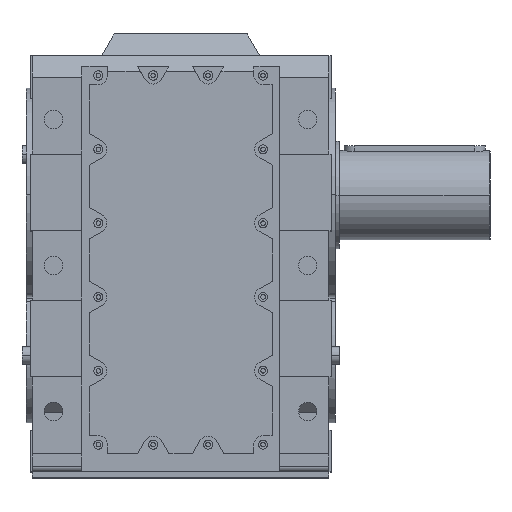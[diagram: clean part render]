
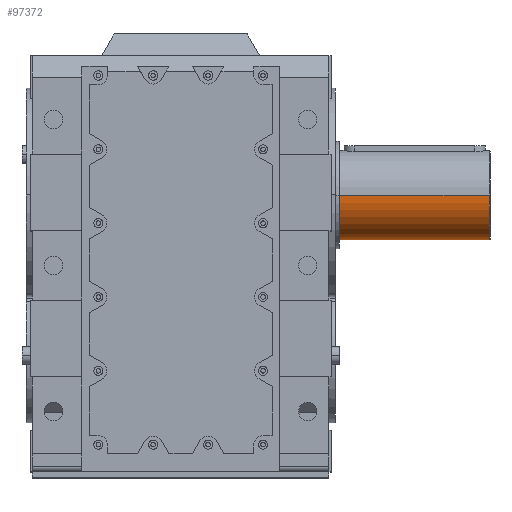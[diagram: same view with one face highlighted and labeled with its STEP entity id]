
A CAD part, top view. The second image highlights one B-rep face of the part: STEP entity #97372.
In plain terms, the highlighted cylindrical face has radius 95 mm (diameter 190 mm), a partial arc.
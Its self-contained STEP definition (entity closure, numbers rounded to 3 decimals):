
#97017 = VERTEX_POINT('',#97018);
#97018 = CARTESIAN_POINT('',(655.5,0.,-95.));
#97025 = CONICAL_SURFACE('',#97026,93.5,0.785);
#97026 = AXIS2_PLACEMENT_3D('',#97027,#97028,#97029);
#97027 = CARTESIAN_POINT('',(657.,0.,0.));
#97028 = DIRECTION('',(-1.,0.,0.));
#97029 = DIRECTION('',(0.,0.,1.));
#97099 = VERTEX_POINT('',#97100);
#97100 = CARTESIAN_POINT('',(655.5,0.,95.));
#97119 = EDGE_CURVE('',#97017,#97099,#97120,.T.);
#97120 = SURFACE_CURVE('',#97121,(#97126,#97155),.PCURVE_S1.);
#97121 = CIRCLE('',#97122,95.);
#97122 = AXIS2_PLACEMENT_3D('',#97123,#97124,#97125);
#97123 = CARTESIAN_POINT('',(655.5,0.,0.));
#97124 = DIRECTION('',(-1.,0.,0.));
#97125 = DIRECTION('',(0.,0.,1.));
#97126 = PCURVE('',#97025,#97127);
#97127 = DEFINITIONAL_REPRESENTATION('',(#97128),#97154);
#97128 = B_SPLINE_CURVE_WITH_KNOTS('',3,(#97129,#97130,#97131,#97132,
    #97133,#97134,#97135,#97136,#97137,#97138,#97139,#97140,#97141,
    #97142,#97143,#97144,#97145,#97146,#97147,#97148,#97149,#97150,
    #97151,#97152,#97153),.UNSPECIFIED.,.F.,.F.,(4,1,1,1,1,1,1,1,1,1,1,1
    ,1,1,1,1,1,1,1,1,1,1,4),(3.142,3.284,3.427
    ,3.57,3.713,3.856,3.998,
    4.141,4.284,4.427,4.57,
    4.712,4.855,4.998,5.141,
    5.284,5.426,5.569,5.712,
    5.855,5.998,6.14,6.283),
  .QUASI_UNIFORM_KNOTS.);
#97129 = CARTESIAN_POINT('',(3.142,1.5));
#97130 = CARTESIAN_POINT('',(3.189,1.5));
#97131 = CARTESIAN_POINT('',(3.284,1.5));
#97132 = CARTESIAN_POINT('',(3.427,1.5));
#97133 = CARTESIAN_POINT('',(3.57,1.5));
#97134 = CARTESIAN_POINT('',(3.713,1.5));
#97135 = CARTESIAN_POINT('',(3.856,1.5));
#97136 = CARTESIAN_POINT('',(3.998,1.5));
#97137 = CARTESIAN_POINT('',(4.141,1.5));
#97138 = CARTESIAN_POINT('',(4.284,1.5));
#97139 = CARTESIAN_POINT('',(4.427,1.5));
#97140 = CARTESIAN_POINT('',(4.57,1.5));
#97141 = CARTESIAN_POINT('',(4.712,1.5));
#97142 = CARTESIAN_POINT('',(4.855,1.5));
#97143 = CARTESIAN_POINT('',(4.998,1.5));
#97144 = CARTESIAN_POINT('',(5.141,1.5));
#97145 = CARTESIAN_POINT('',(5.284,1.5));
#97146 = CARTESIAN_POINT('',(5.426,1.5));
#97147 = CARTESIAN_POINT('',(5.569,1.5));
#97148 = CARTESIAN_POINT('',(5.712,1.5));
#97149 = CARTESIAN_POINT('',(5.855,1.5));
#97150 = CARTESIAN_POINT('',(5.998,1.5));
#97151 = CARTESIAN_POINT('',(6.14,1.5));
#97152 = CARTESIAN_POINT('',(6.236,1.5));
#97153 = CARTESIAN_POINT('',(6.283,1.5));
#97154 = ( GEOMETRIC_REPRESENTATION_CONTEXT(2) 
PARAMETRIC_REPRESENTATION_CONTEXT() REPRESENTATION_CONTEXT('2D SPACE',''
  ) );
#97155 = PCURVE('',#97156,#97161);
#97156 = CYLINDRICAL_SURFACE('',#97157,95.);
#97157 = AXIS2_PLACEMENT_3D('',#97158,#97159,#97160);
#97158 = CARTESIAN_POINT('',(0.,0.,0.));
#97159 = DIRECTION('',(-1.,0.,0.));
#97160 = DIRECTION('',(0.,0.,1.));
#97161 = DEFINITIONAL_REPRESENTATION('',(#97162),#97165);
#97162 = B_SPLINE_CURVE_WITH_KNOTS('',1,(#97163,#97164),.UNSPECIFIED.,
  .F.,.F.,(2,2),(3.142,6.283),.PIECEWISE_BEZIER_KNOTS.);
#97163 = CARTESIAN_POINT('',(3.142,-655.5));
#97164 = CARTESIAN_POINT('',(6.283,-655.5));
#97165 = ( GEOMETRIC_REPRESENTATION_CONTEXT(2) 
PARAMETRIC_REPRESENTATION_CONTEXT() REPRESENTATION_CONTEXT('2D SPACE',''
  ) );
#97361 = CYLINDRICAL_SURFACE('',#97362,95.);
#97362 = AXIS2_PLACEMENT_3D('',#97363,#97364,#97365);
#97363 = CARTESIAN_POINT('',(0.,0.,0.));
#97364 = DIRECTION('',(-1.,0.,0.));
#97365 = DIRECTION('',(0.,0.,1.));
#97372 = ADVANCED_FACE('',(#97373),#97156,.T.);
#97373 = FACE_BOUND('',#97374,.T.);
#97374 = EDGE_LOOP('',(#97375,#97396,#97397,#97418));
#97375 = ORIENTED_EDGE('',*,*,#97376,.F.);
#97376 = EDGE_CURVE('',#97017,#97377,#97379,.T.);
#97377 = VERTEX_POINT('',#97378);
#97378 = CARTESIAN_POINT('',(337.,0.,-95.));
#97379 = SURFACE_CURVE('',#97380,(#97384,#97390),.PCURVE_S1.);
#97380 = LINE('',#97381,#97382);
#97381 = CARTESIAN_POINT('',(0.,0.,-95.));
#97382 = VECTOR('',#97383,1.);
#97383 = DIRECTION('',(-1.,0.,0.));
#97384 = PCURVE('',#97156,#97385);
#97385 = DEFINITIONAL_REPRESENTATION('',(#97386),#97389);
#97386 = B_SPLINE_CURVE_WITH_KNOTS('',1,(#97387,#97388),.UNSPECIFIED.,
  .F.,.F.,(2,2),(-655.5,-337.),.PIECEWISE_BEZIER_KNOTS.);
#97387 = CARTESIAN_POINT('',(3.142,-655.5));
#97388 = CARTESIAN_POINT('',(3.142,-337.));
#97389 = ( GEOMETRIC_REPRESENTATION_CONTEXT(2) 
PARAMETRIC_REPRESENTATION_CONTEXT() REPRESENTATION_CONTEXT('2D SPACE',''
  ) );
#97390 = PCURVE('',#97361,#97391);
#97391 = DEFINITIONAL_REPRESENTATION('',(#97392),#97395);
#97392 = B_SPLINE_CURVE_WITH_KNOTS('',1,(#97393,#97394),.UNSPECIFIED.,
  .F.,.F.,(2,2),(-655.5,-337.),.PIECEWISE_BEZIER_KNOTS.);
#97393 = CARTESIAN_POINT('',(3.142,-655.5));
#97394 = CARTESIAN_POINT('',(3.142,-337.));
#97395 = ( GEOMETRIC_REPRESENTATION_CONTEXT(2) 
PARAMETRIC_REPRESENTATION_CONTEXT() REPRESENTATION_CONTEXT('2D SPACE',''
  ) );
#97396 = ORIENTED_EDGE('',*,*,#97119,.T.);
#97397 = ORIENTED_EDGE('',*,*,#97398,.T.);
#97398 = EDGE_CURVE('',#97099,#97399,#97401,.T.);
#97399 = VERTEX_POINT('',#97400);
#97400 = CARTESIAN_POINT('',(337.,0.,95.));
#97401 = SURFACE_CURVE('',#97402,(#97406,#97412),.PCURVE_S1.);
#97402 = LINE('',#97403,#97404);
#97403 = CARTESIAN_POINT('',(0.,0.,95.));
#97404 = VECTOR('',#97405,1.);
#97405 = DIRECTION('',(-1.,0.,0.));
#97406 = PCURVE('',#97156,#97407);
#97407 = DEFINITIONAL_REPRESENTATION('',(#97408),#97411);
#97408 = B_SPLINE_CURVE_WITH_KNOTS('',1,(#97409,#97410),.UNSPECIFIED.,
  .F.,.F.,(2,2),(-655.5,-337.),.PIECEWISE_BEZIER_KNOTS.);
#97409 = CARTESIAN_POINT('',(6.283,-655.5));
#97410 = CARTESIAN_POINT('',(6.283,-337.));
#97411 = ( GEOMETRIC_REPRESENTATION_CONTEXT(2) 
PARAMETRIC_REPRESENTATION_CONTEXT() REPRESENTATION_CONTEXT('2D SPACE',''
  ) );
#97412 = PCURVE('',#97361,#97413);
#97413 = DEFINITIONAL_REPRESENTATION('',(#97414),#97417);
#97414 = B_SPLINE_CURVE_WITH_KNOTS('',1,(#97415,#97416),.UNSPECIFIED.,
  .F.,.F.,(2,2),(-655.5,-337.),.PIECEWISE_BEZIER_KNOTS.);
#97415 = CARTESIAN_POINT('',(0.,-655.5));
#97416 = CARTESIAN_POINT('',(0.,-337.));
#97417 = ( GEOMETRIC_REPRESENTATION_CONTEXT(2) 
PARAMETRIC_REPRESENTATION_CONTEXT() REPRESENTATION_CONTEXT('2D SPACE',''
  ) );
#97418 = ORIENTED_EDGE('',*,*,#97419,.F.);
#97419 = EDGE_CURVE('',#97377,#97399,#97420,.T.);
#97420 = SURFACE_CURVE('',#97421,(#97426,#97432),.PCURVE_S1.);
#97421 = CIRCLE('',#97422,95.);
#97422 = AXIS2_PLACEMENT_3D('',#97423,#97424,#97425);
#97423 = CARTESIAN_POINT('',(337.,0.,0.));
#97424 = DIRECTION('',(-1.,0.,0.));
#97425 = DIRECTION('',(0.,0.,1.));
#97426 = PCURVE('',#97156,#97427);
#97427 = DEFINITIONAL_REPRESENTATION('',(#97428),#97431);
#97428 = B_SPLINE_CURVE_WITH_KNOTS('',1,(#97429,#97430),.UNSPECIFIED.,
  .F.,.F.,(2,2),(3.142,6.283),.PIECEWISE_BEZIER_KNOTS.);
#97429 = CARTESIAN_POINT('',(3.142,-337.));
#97430 = CARTESIAN_POINT('',(6.283,-337.));
#97431 = ( GEOMETRIC_REPRESENTATION_CONTEXT(2) 
PARAMETRIC_REPRESENTATION_CONTEXT() REPRESENTATION_CONTEXT('2D SPACE',''
  ) );
#97432 = PCURVE('',#97433,#97438);
#97433 = PLANE('',#97434);
#97434 = AXIS2_PLACEMENT_3D('',#97435,#97436,#97437);
#97435 = CARTESIAN_POINT('',(337.,95.,0.));
#97436 = DIRECTION('',(-1.,0.,0.));
#97437 = DIRECTION('',(0.,0.,1.));
#97438 = DEFINITIONAL_REPRESENTATION('',(#97439),#97443);
#97439 = CIRCLE('',#97440,95.);
#97440 = AXIS2_PLACEMENT_2D('',#97441,#97442);
#97441 = CARTESIAN_POINT('',(0.,-95.));
#97442 = DIRECTION('',(1.,0.));
#97443 = ( GEOMETRIC_REPRESENTATION_CONTEXT(2) 
PARAMETRIC_REPRESENTATION_CONTEXT() REPRESENTATION_CONTEXT('2D SPACE',''
  ) );
